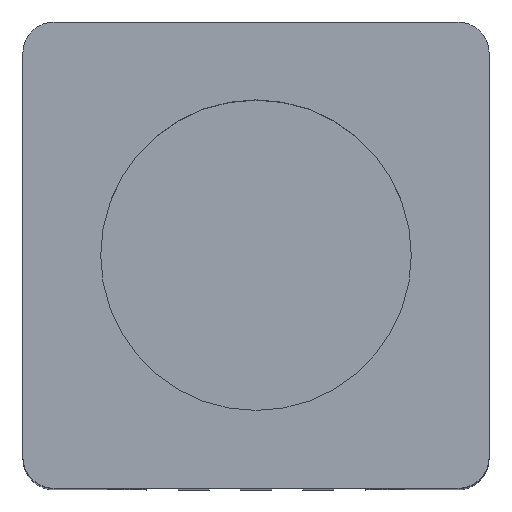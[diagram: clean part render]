
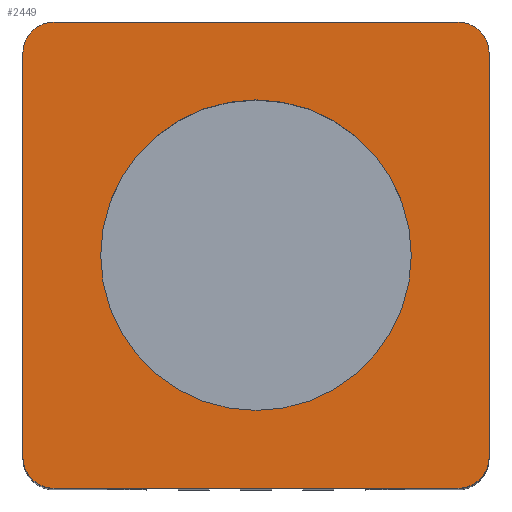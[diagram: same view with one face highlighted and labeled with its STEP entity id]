
A CAD part, top view. The second image highlights one B-rep face of the part: STEP entity #2449.
In plain terms, the highlighted planar face has unit normal (0, 0, 1).
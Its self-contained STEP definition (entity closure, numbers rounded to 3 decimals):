
#20=FACE_BOUND('',#302,.T.);
#51=PLANE('',#2656);
#171=FACE_OUTER_BOUND('',#301,.T.);
#301=EDGE_LOOP('',(#1896,#1897,#1898,#1899,#1900,#1901,#1902,#1903));
#302=EDGE_LOOP('',(#1904));
#440=CIRCLE('',#2643,9.956);
#441=CIRCLE('',#2645,2.);
#442=CIRCLE('',#2648,2.);
#443=CIRCLE('',#2651,2.);
#444=CIRCLE('',#2654,2.);
#559=LINE('',#3759,#846);
#562=LINE('',#3767,#849);
#565=LINE('',#3775,#852);
#568=LINE('',#3782,#855);
#846=VECTOR('',#3053,10.);
#849=VECTOR('',#3062,10.);
#852=VECTOR('',#3071,10.);
#855=VECTOR('',#3080,10.);
#1146=VERTEX_POINT('',#3748);
#1147=VERTEX_POINT('',#3752);
#1148=VERTEX_POINT('',#3754);
#1149=VERTEX_POINT('',#3758);
#1150=VERTEX_POINT('',#3762);
#1151=VERTEX_POINT('',#3766);
#1152=VERTEX_POINT('',#3770);
#1153=VERTEX_POINT('',#3774);
#1154=VERTEX_POINT('',#3778);
#1426=EDGE_CURVE('',#1146,#1146,#440,.T.);
#1428=EDGE_CURVE('',#1148,#1147,#441,.T.);
#1430=EDGE_CURVE('',#1149,#1148,#559,.T.);
#1432=EDGE_CURVE('',#1150,#1149,#442,.T.);
#1434=EDGE_CURVE('',#1151,#1150,#562,.T.);
#1436=EDGE_CURVE('',#1152,#1151,#443,.T.);
#1438=EDGE_CURVE('',#1153,#1152,#565,.T.);
#1440=EDGE_CURVE('',#1154,#1153,#444,.T.);
#1442=EDGE_CURVE('',#1147,#1154,#568,.T.);
#1896=ORIENTED_EDGE('',*,*,#1442,.T.);
#1897=ORIENTED_EDGE('',*,*,#1440,.T.);
#1898=ORIENTED_EDGE('',*,*,#1438,.T.);
#1899=ORIENTED_EDGE('',*,*,#1436,.T.);
#1900=ORIENTED_EDGE('',*,*,#1434,.T.);
#1901=ORIENTED_EDGE('',*,*,#1432,.T.);
#1902=ORIENTED_EDGE('',*,*,#1430,.T.);
#1903=ORIENTED_EDGE('',*,*,#1428,.T.);
#1904=ORIENTED_EDGE('',*,*,#1426,.T.);
#2449=ADVANCED_FACE('',(#171,#20),#51,.T.);
#2643=AXIS2_PLACEMENT_3D('',#3750,#3043,#3044);
#2645=AXIS2_PLACEMENT_3D('',#3755,#3048,#3049);
#2648=AXIS2_PLACEMENT_3D('',#3763,#3057,#3058);
#2651=AXIS2_PLACEMENT_3D('',#3771,#3066,#3067);
#2654=AXIS2_PLACEMENT_3D('',#3779,#3075,#3076);
#2656=AXIS2_PLACEMENT_3D('',#3783,#3081,#3082);
#3043=DIRECTION('center_axis',(0.,0.,-1.));
#3044=DIRECTION('ref_axis',(-1.,0.,0.));
#3048=DIRECTION('center_axis',(0.,0.,1.));
#3049=DIRECTION('ref_axis',(-1.,0.,0.));
#3053=DIRECTION('',(0.,1.,0.));
#3057=DIRECTION('center_axis',(0.,0.,1.));
#3058=DIRECTION('ref_axis',(0.,1.,0.));
#3062=DIRECTION('',(1.,0.,0.));
#3066=DIRECTION('center_axis',(0.,0.,1.));
#3067=DIRECTION('ref_axis',(1.,0.,0.));
#3071=DIRECTION('',(0.,-1.,0.));
#3075=DIRECTION('center_axis',(0.,0.,1.));
#3076=DIRECTION('ref_axis',(0.,-1.,0.));
#3080=DIRECTION('',(-1.,0.,0.));
#3081=DIRECTION('center_axis',(0.,0.,1.));
#3082=DIRECTION('ref_axis',(1.,0.,0.));
#3748=CARTESIAN_POINT('',(323.695,143.59,60.63));
#3750=CARTESIAN_POINT('Origin',(313.74,143.59,60.63));
#3752=CARTESIAN_POINT('',(326.69,158.54,60.63));
#3754=CARTESIAN_POINT('',(328.69,156.54,60.63));
#3755=CARTESIAN_POINT('Origin',(326.69,156.54,60.63));
#3758=CARTESIAN_POINT('',(328.69,130.64,60.63));
#3759=CARTESIAN_POINT('',(328.69,156.54,60.63));
#3762=CARTESIAN_POINT('',(326.69,128.64,60.63));
#3763=CARTESIAN_POINT('Origin',(326.69,130.64,60.63));
#3766=CARTESIAN_POINT('',(300.79,128.64,60.63));
#3767=CARTESIAN_POINT('',(326.69,128.64,60.63));
#3770=CARTESIAN_POINT('',(298.79,130.64,60.63));
#3771=CARTESIAN_POINT('Origin',(300.79,130.64,60.63));
#3774=CARTESIAN_POINT('',(298.79,156.54,60.63));
#3775=CARTESIAN_POINT('',(298.79,130.64,60.63));
#3778=CARTESIAN_POINT('',(300.79,158.54,60.63));
#3779=CARTESIAN_POINT('Origin',(300.79,156.54,60.63));
#3782=CARTESIAN_POINT('',(300.79,158.54,60.63));
#3783=CARTESIAN_POINT('Origin',(313.74,143.59,60.63));
